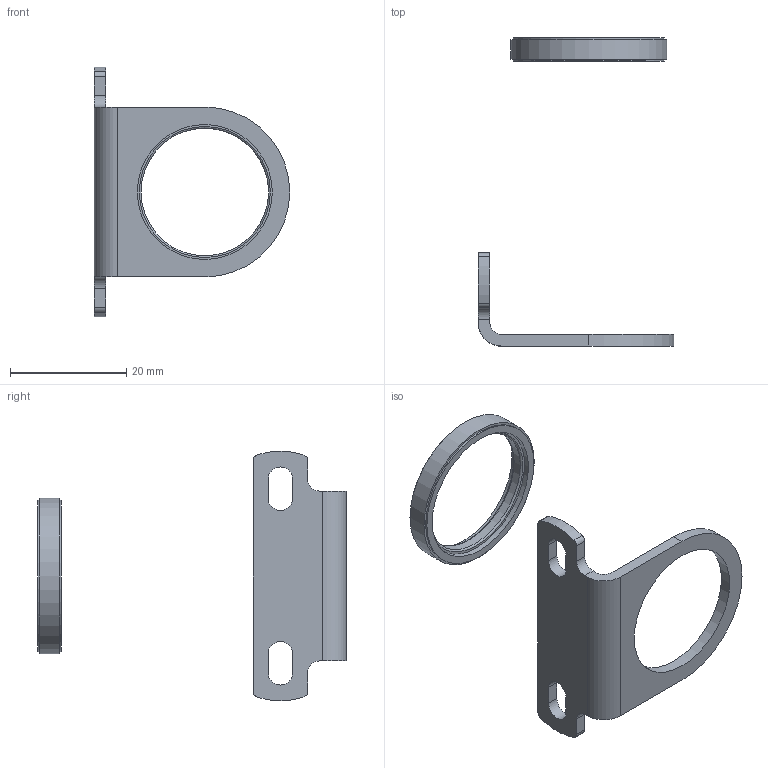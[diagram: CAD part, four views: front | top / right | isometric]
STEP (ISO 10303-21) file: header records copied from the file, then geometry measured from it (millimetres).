
FILE_DESCRIPTION(/* description */ ('STEP AP214'),/* implementation_level */ '2;1');
FILE_NAME(/* name */ '8167322_MS2-WR-F1A-B',/* time_stamp */ '2024-09-09T14:47:51+02:00',/* author */ ('License CC BY-ND 4.0'),/* organization */ ('CADENAS'),/* preprocessor_version */ 'ST-DEVELOPER v19.3',/* originating_system */ 'PARTsolutions',/* authorisation */ ' ');
FILE_SCHEMA (('AUTOMOTIVE_DESIGN {1 0 10303 214 3 1 1}'));
Length unit declared in the file: millimetre
Products named in the file (3): 8167322 MS2-WR-F1A-B---(high); 8160669 MS2-WR-F1A-B---(mechanical high); 8098037 MS2-WRS---(high)
Assembly tree (2 placements, depth 2):
  8167322 MS2-WR-F1A-B---(high)
    8160669 MS2-WR-F1A-B---(mechanical high)
    8098037 MS2-WRS---(high)
Bounding box: 33.6 x 53 x 42.94 mm (x, y, z)
Volume: 2439.7 mm3; surface area: 3336.3 mm2
Topology: 2 solids, 2 shells, 43 faces, 103 edges, 68 vertices
Faces by surface type: cylinder 22, plane 19, torus 2
Full cylindrical faces by diameter (mm): 21.917 x1, 23.2 x1, 23.4 x2, 26 x2, 26.8 x1
Entity records: 1314 total; most frequent: DIRECTION 232, CARTESIAN_POINT 208, ORIENTED_EDGE 188, EDGE_CURVE 94, AXIS2_PLACEMENT_3D 92, VERTEX_POINT 68, EDGE_LOOP 64, FACE_BOUND 64
